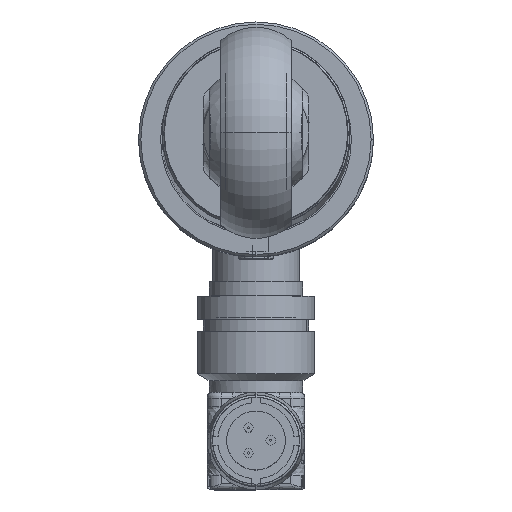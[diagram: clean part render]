
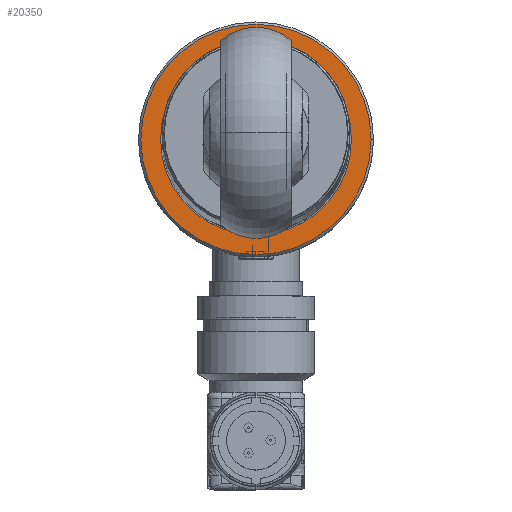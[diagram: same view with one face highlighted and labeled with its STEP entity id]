
A CAD part, top view. The second image highlights one B-rep face of the part: STEP entity #20350.
In plain terms, the highlighted planar face has unit normal (0, 0, 1).
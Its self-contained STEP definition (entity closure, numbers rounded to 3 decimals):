
#408 = CARTESIAN_POINT ( 'NONE',  ( -9.8, 0., -292.2 ) ) ;
#457 = CARTESIAN_POINT ( 'NONE',  ( 9.8, 0., -292.2 ) ) ;
#1060 = AXIS2_PLACEMENT_3D ( 'NONE', #1098, #1096, #1092 ) ;
#1066 = CIRCLE ( 'NONE', #1060, 9.8 ) ;
#1092 = DIRECTION ( 'NONE',  ( -1., 0., 0. ) ) ;
#1096 = DIRECTION ( 'NONE',  ( 0., 0., 1. ) ) ;
#1098 = CARTESIAN_POINT ( 'NONE',  ( 0., 0., -292.2 ) ) ;
#1108 = CIRCLE ( 'NONE', #1159, 9.8 ) ;
#1124 = CIRCLE ( 'NONE', #1166, 8.125 ) ;
#1136 = AXIS2_PLACEMENT_3D ( 'NONE', #1192, #1191, #1190 ) ;
#1156 = DIRECTION ( 'NONE',  ( -1., 0., 0. ) ) ;
#1157 = DIRECTION ( 'NONE',  ( 0., 0., 1. ) ) ;
#1158 = CARTESIAN_POINT ( 'NONE',  ( 0., 0., -292.2 ) ) ;
#1159 = AXIS2_PLACEMENT_3D ( 'NONE', #1158, #1157, #1156 ) ;
#1164 = CIRCLE ( 'NONE', #1242, 8.125 ) ;
#1166 = AXIS2_PLACEMENT_3D ( 'NONE', #1170, #1213, #1212 ) ;
#1170 = CARTESIAN_POINT ( 'NONE',  ( 0., 0., -292.2 ) ) ;
#1176 = PLANE ( 'NONE',  #1136 ) ;
#1190 = DIRECTION ( 'NONE',  ( -1., 0., 0. ) ) ;
#1191 = DIRECTION ( 'NONE',  ( 0., 0., 1. ) ) ;
#1192 = CARTESIAN_POINT ( 'NONE',  ( 0., 0., -292.2 ) ) ;
#1210 = CARTESIAN_POINT ( 'NONE',  ( -8.125, 0., -292.2 ) ) ;
#1212 = DIRECTION ( 'NONE',  ( -1., 0., 0. ) ) ;
#1213 = DIRECTION ( 'NONE',  ( 0., 0., 1. ) ) ;
#1214 = FACE_BOUND ( 'NONE', #20328, .T. ) ;
#1215 = FACE_OUTER_BOUND ( 'NONE', #20331, .T. ) ;
#1230 = DIRECTION ( 'NONE',  ( -1., 0., 0. ) ) ;
#1231 = DIRECTION ( 'NONE',  ( 0., 0., 1. ) ) ;
#1232 = CARTESIAN_POINT ( 'NONE',  ( 0., 0., -292.2 ) ) ;
#1242 = AXIS2_PLACEMENT_3D ( 'NONE', #1232, #1231, #1230 ) ;
#1329 = CARTESIAN_POINT ( 'NONE',  ( 8.125, 0., -292.2 ) ) ;
#20143 = VERTEX_POINT ( 'NONE', #457 ) ;
#20144 = VERTEX_POINT ( 'NONE', #408 ) ;
#20147 = ORIENTED_EDGE ( 'NONE', *, *, #20320, .T. ) ;
#20302 = EDGE_CURVE ( 'NONE', #20143, #20144, #1066, .T. ) ;
#20320 = EDGE_CURVE ( 'NONE', #20144, #20143, #1108, .T. ) ;
#20328 = EDGE_LOOP ( 'NONE', ( #20342, #20353 ) ) ;
#20331 = EDGE_LOOP ( 'NONE', ( #20367, #20147 ) ) ;
#20342 = ORIENTED_EDGE ( 'NONE', *, *, #20349, .F. ) ;
#20349 = EDGE_CURVE ( 'NONE', #20351, #20372, #1124, .T. ) ;
#20350 = ADVANCED_FACE ( 'NONE', ( #1215, #1214 ), #1176, .T. ) ;
#20351 = VERTEX_POINT ( 'NONE', #1210 ) ;
#20353 = ORIENTED_EDGE ( 'NONE', *, *, #20356, .F. ) ;
#20356 = EDGE_CURVE ( 'NONE', #20372, #20351, #1164, .T. ) ;
#20367 = ORIENTED_EDGE ( 'NONE', *, *, #20302, .T. ) ;
#20372 = VERTEX_POINT ( 'NONE', #1329 ) ;
